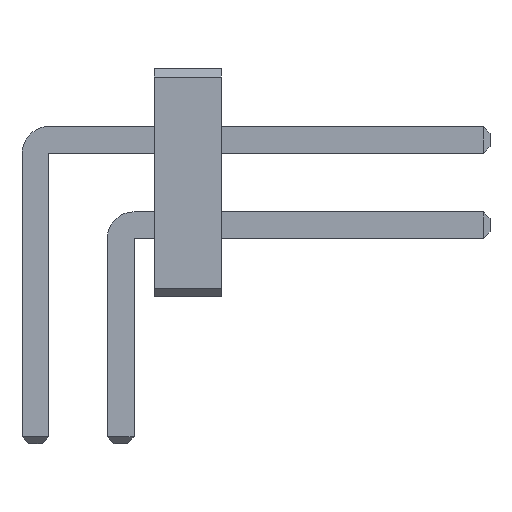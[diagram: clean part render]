
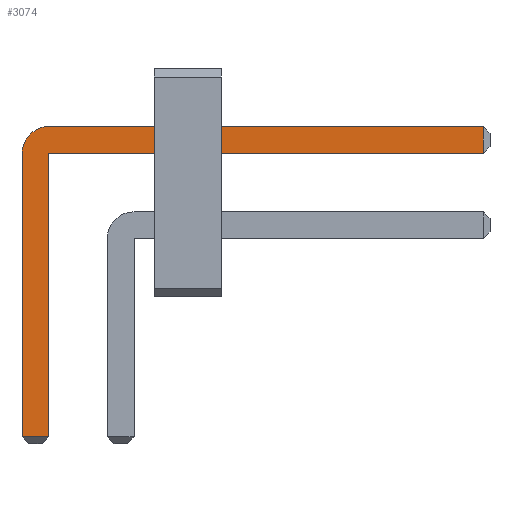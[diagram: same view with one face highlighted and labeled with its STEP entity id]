
A CAD part, front view. The second image highlights one B-rep face of the part: STEP entity #3074.
In plain terms, the highlighted planar face has unit normal (0, -1, 0).
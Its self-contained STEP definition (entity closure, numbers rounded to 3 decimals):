
#13=DIRECTION('',(0.,0.,1.));
#1354=VECTOR('',#13,1.);
#2876=VECTOR('',#2877,1.);
#2877=DIRECTION('',(1.,0.,0.));
#2883=VECTOR('',#2884,1.);
#2884=DIRECTION('',(0.,0.,-1.));
#2891=VECTOR('',#2892,1.);
#2892=DIRECTION('',(-1.,0.,0.));
#2913=DIRECTION('',(-0.,1.,0.));
#2917=DIRECTION('',(0.,1.,0.));
#2918=DIRECTION('',(0.,0.,1.));
#2925=VERTEX_POINT('',#2926);
#2926=CARTESIAN_POINT('',(0.2,-28.14,2.535));
#2928=ORIENTED_EDGE('',*,*,#2929,.T.);
#2929=EDGE_CURVE('',#2925,#2930,#2932,.T.);
#2930=VERTEX_POINT('',#2931);
#2931=CARTESIAN_POINT('',(6.67,-28.14,2.535));
#2932=LINE('',#2933,#2876);
#2933=CARTESIAN_POINT('',(-0.2,-28.14,2.535));
#2970=EDGE_CURVE('',#2971,#2925,#2973,.T.);
#2971=VERTEX_POINT('',#2972);
#2972=CARTESIAN_POINT('',(-0.2,-28.14,2.135));
#2973=CIRCLE('',#2974,0.4);
#2974=AXIS2_PLACEMENT_3D('',#2975,#2913,#2884);
#2975=CARTESIAN_POINT('',(0.2,-28.14,2.135));
#2987=VERTEX_POINT('',#2988);
#2988=CARTESIAN_POINT('',(6.67,-28.14,2.135));
#2990=ORIENTED_EDGE('',*,*,#2991,.T.);
#2991=EDGE_CURVE('',#2987,#2992,#2993,.T.);
#2992=VERTEX_POINT('',#2975);
#2993=LINE('',#2994,#2891);
#2994=CARTESIAN_POINT('',(6.77,-28.14,2.135));
#3006=VERTEX_POINT('',#3007);
#3007=CARTESIAN_POINT('',(-0.2,-28.14,-2.085));
#3009=ORIENTED_EDGE('',*,*,#3010,.T.);
#3010=EDGE_CURVE('',#3006,#2971,#3011,.T.);
#3011=LINE('',#3012,#1354);
#3012=CARTESIAN_POINT('',(-0.2,-28.14,-2.185));
#3020=ORIENTED_EDGE('',*,*,#3021,.T.);
#3021=EDGE_CURVE('',#2992,#3022,#3024,.T.);
#3022=VERTEX_POINT('',#3023);
#3023=CARTESIAN_POINT('',(0.2,-28.14,-2.085));
#3024=LINE('',#2975,#2883);
#3074=ADVANCED_FACE('',(#3075),#3084,.F.);
#3075=FACE_BOUND('',#3076,.F.);
#3076=EDGE_LOOP('',(#2928,#3077,#2990,#3020,#3080,#3009,#3083));
#3077=ORIENTED_EDGE('',*,*,#3078,.T.);
#3078=EDGE_CURVE('',#2930,#2987,#3079,.T.);
#3079=LINE('',#2931,#2883);
#3080=ORIENTED_EDGE('',*,*,#3081,.T.);
#3081=EDGE_CURVE('',#3022,#3006,#3082,.T.);
#3082=LINE('',#3023,#2891);
#3083=ORIENTED_EDGE('',*,*,#2970,.T.);
#3084=PLANE('',#3085);
#3085=AXIS2_PLACEMENT_3D('',#3086,#2917,#2918);
#3086=CARTESIAN_POINT('',(2.071,-28.14,1.389));
